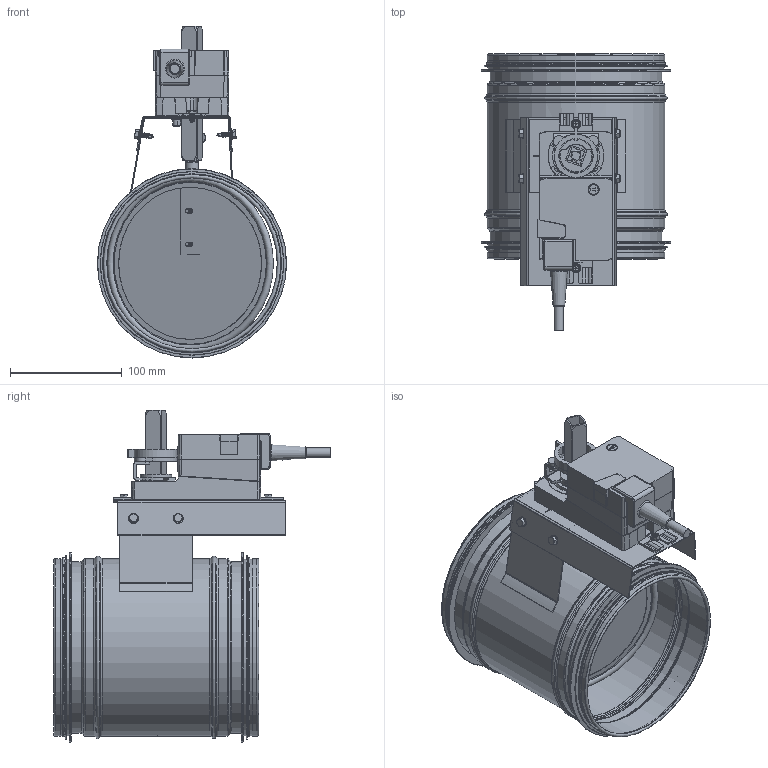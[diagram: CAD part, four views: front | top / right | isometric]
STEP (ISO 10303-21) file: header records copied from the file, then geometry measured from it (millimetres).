
FILE_DESCRIPTION((''),'2;1');
FILE_NAME('HISC-EB_LM230-160.stp','2014-06-18T12:50:58',(''),(''),'Autodesk Inventor 2013','Autodesk Inventor 2013','');
FILE_SCHEMA(('AUTOMOTIVE_DESIGN { 1 2 10303 214 0 1 1 1 }'));
Length unit declared in the file: millimetre
Products named in the file (17): HISC-EB_LM230-160; HISochHISC_Rör-05; 999005; Spjällhylla_HISC-E-HIS-E-160; SpjällaxelKort; BlindnitmutterM5; Cellgummi; Starlock; 116007; Borrskruv_4,2x13; Spjällaxel-120; HMH-160-L150; 999317; LM230A-F; 90242___8_13-mattssons; Borrskruv_4,2x9,5; G-list-160
Assembly tree (22 placements, depth 2):
  HISC-EB_LM230-160
    HISochHISC_Rör-05
    999005  x2
    Spjällhylla_HISC-E-HIS-E-160
    SpjällaxelKort
    BlindnitmutterM5
    Cellgummi
    Starlock
    116007
    Borrskruv_4,2x13  x2
    Spjällaxel-120
    HMH-160-L150
    999317
    LM230A-F
    90242___8_13-mattssons  x4
    Borrskruv_4,2x9,5  x2
    G-list-160
Bounding box: 169.4 x 247.6 x 297.1 mm (x, y, z)
Volume: 509478.5 mm3; surface area: 457956.9 mm2
Topology: 22 solids, 28 shells, 1686 faces, 4085 edges, 2490 vertices
Faces by surface type: plane 655, cylinder 535, cone 292, torus 109, bspline 85, sphere 10
Full cylindrical faces by diameter (mm): 3 x1, 3.291 x28, 3.5 x2, 4 x2, 4.2 x24, 4.5 x4, 4.567 x1, 5 x2, 5.1 x3, 6 x1, 6.5 x1, 8.4 x3, 8.8 x4, 9.742 x1, 10 x1, 10.083 x1, 11.7 x1, 12 x1, 21 x1, 22 x2, 28 x1, 28.199 x2, 30 x1, 30.042 x1, 136.191 x2, 145 x1, 147 x1, 152.6 x1, 152.76 x1, 153.6 x1
Entity records: 43544 total; most frequent: CARTESIAN_POINT 11650, DIRECTION 6418, ORIENTED_EDGE 6170, EDGE_CURVE 3085, AXIS2_PLACEMENT_3D 2394, VERTEX_POINT 1983, VECTOR 1630, LINE 1630
